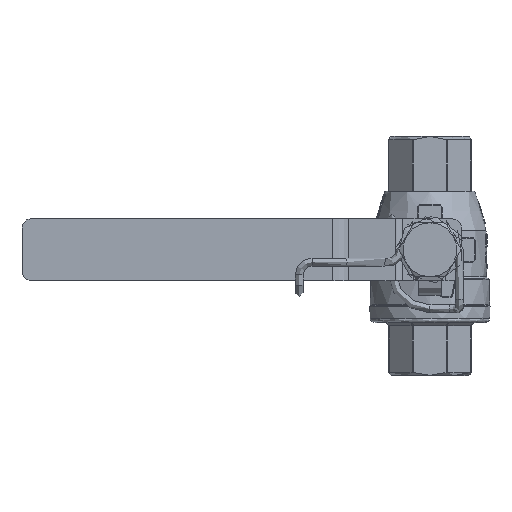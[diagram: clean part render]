
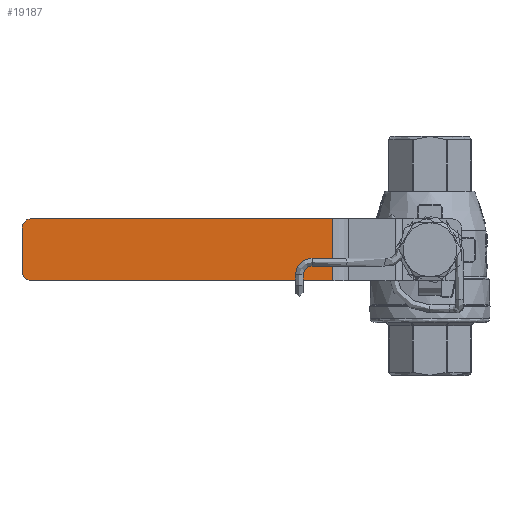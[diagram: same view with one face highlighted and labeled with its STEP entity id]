
A CAD part, top view. The second image highlights one B-rep face of the part: STEP entity #19187.
In plain terms, the highlighted planar face has unit normal (0, 0, 1).
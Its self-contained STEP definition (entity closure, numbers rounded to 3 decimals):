
#901=PLANE('',#21142);
#2718=FACE_OUTER_BOUND('',#3779,.T.);
#3779=EDGE_LOOP('',(#16813,#16814,#16815,#16816,#16817,#16818));
#4522=CIRCLE('',#21143,3.);
#4523=CIRCLE('',#21144,3.);
#5713=LINE('',#38774,#6941);
#5714=LINE('',#38778,#6942);
#5715=LINE('',#38780,#6943);
#5716=LINE('',#38781,#6944);
#6941=VECTOR('',#26158,10.);
#6942=VECTOR('',#26161,10.);
#6943=VECTOR('',#26162,10.);
#6944=VECTOR('',#26163,4.32);
#8745=VERTEX_POINT('',#38770);
#8746=VERTEX_POINT('',#38771);
#8747=VERTEX_POINT('',#38773);
#8748=VERTEX_POINT('',#38775);
#8749=VERTEX_POINT('',#38777);
#8750=VERTEX_POINT('',#38779);
#11455=EDGE_CURVE('',#8745,#8746,#4522,.T.);
#11456=EDGE_CURVE('',#8747,#8745,#5713,.T.);
#11457=EDGE_CURVE('',#8748,#8747,#4523,.T.);
#11458=EDGE_CURVE('',#8749,#8748,#5714,.T.);
#11459=EDGE_CURVE('',#8749,#8750,#5715,.T.);
#11460=EDGE_CURVE('',#8746,#8750,#5716,.T.);
#16813=ORIENTED_EDGE('',*,*,#11455,.F.);
#16814=ORIENTED_EDGE('',*,*,#11456,.F.);
#16815=ORIENTED_EDGE('',*,*,#11457,.F.);
#16816=ORIENTED_EDGE('',*,*,#11458,.F.);
#16817=ORIENTED_EDGE('',*,*,#11459,.T.);
#16818=ORIENTED_EDGE('',*,*,#11460,.F.);
#19187=ADVANCED_FACE('',(#2718),#901,.F.);
#21142=AXIS2_PLACEMENT_3D('',#38769,#26154,#26155);
#21143=AXIS2_PLACEMENT_3D('',#38772,#26156,#26157);
#21144=AXIS2_PLACEMENT_3D('',#38776,#26159,#26160);
#26154=DIRECTION('center_axis',(0.,0.,
-1.));
#26155=DIRECTION('ref_axis',(1.,0.,0.));
#26156=DIRECTION('center_axis',(0.,0.,
-1.));
#26157=DIRECTION('ref_axis',(-0.707,0.707,0.));
#26158=DIRECTION('',(0.,1.,0.));
#26159=DIRECTION('center_axis',(0.,0.,
-1.));
#26160=DIRECTION('ref_axis',(-0.707,-0.707,0.));
#26161=DIRECTION('',(-1.,0.,0.));
#26162=DIRECTION('',(0.,1.,0.));
#26163=DIRECTION('',(1.,0.,0.));
#38769=CARTESIAN_POINT('Origin',(-104.26,13.18,42.431));
#38770=CARTESIAN_POINT('',(-155.052,19.93,42.431));
#38771=CARTESIAN_POINT('',(-152.052,22.93,42.431));
#38772=CARTESIAN_POINT('Origin',(-152.052,19.93,42.431));
#38773=CARTESIAN_POINT('',(-155.052,6.43,42.431));
#38774=CARTESIAN_POINT('',(-155.052,3.43,42.431));
#38775=CARTESIAN_POINT('',(-152.052,3.43,42.431));
#38776=CARTESIAN_POINT('Origin',(-152.052,6.43,42.431));
#38777=CARTESIAN_POINT('',(-57.539,3.43,42.431));
#38778=CARTESIAN_POINT('',(-57.539,3.43,42.431));
#38779=CARTESIAN_POINT('',(-57.539,22.93,42.431));
#38780=CARTESIAN_POINT('',(-57.539,13.18,42.431));
#38781=CARTESIAN_POINT('',(-43.968,22.93,42.431));
